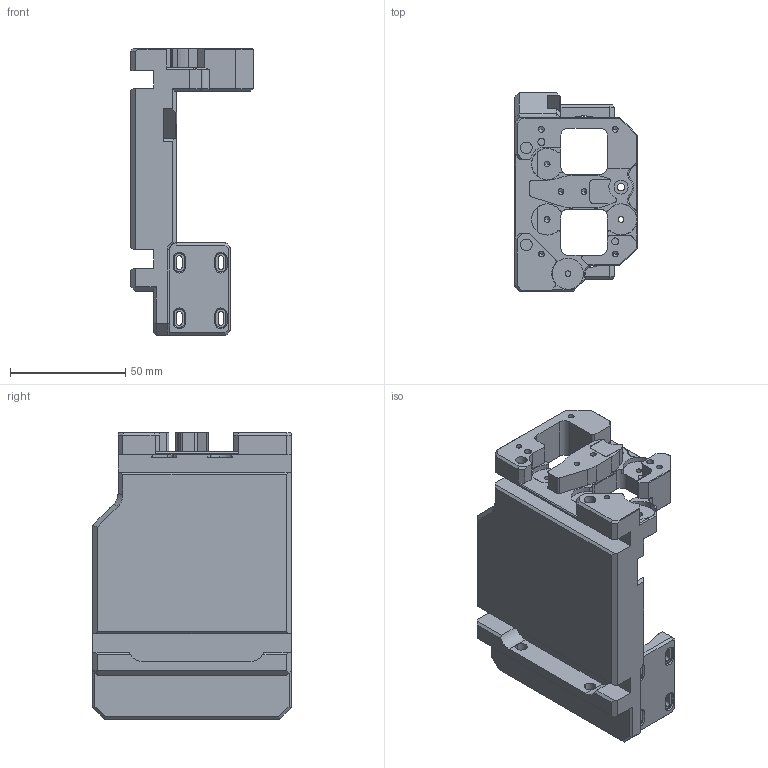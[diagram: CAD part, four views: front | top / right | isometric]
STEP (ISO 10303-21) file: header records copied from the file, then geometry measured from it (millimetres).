
FILE_DESCRIPTION (( 'STEP AP214' ), '1' );
FILE_NAME ('1225-10927 - Rev01 .step', '2019-07-15T13:48:08', ( '' ), ( '' ), 'SwSTEP 2.0', 'SolidWorks 2019', '' );
FILE_SCHEMA (( 'AUTOMOTIVE_DESIGN' ));
Length unit declared in the file: millimetre
Products named in the file (1): 1225-10927 - Rev01 
Bounding box: 53 x 86 x 124 mm (x, y, z)
Volume: 180317.9 mm3; surface area: 44077.6 mm2
Topology: 1 solids, 1 shells, 477 faces, 1318 edges, 826 vertices
Faces by surface type: plane 252, cylinder 166, cone 59
Entity records: 15527 total; most frequent: CARTESIAN_POINT 2801, ORIENTED_EDGE 2596, DIRECTION 2588, EDGE_CURVE 1298, VECTOR 882, LINE 882, AXIS2_PLACEMENT_3D 853, VERTEX_POINT 826
